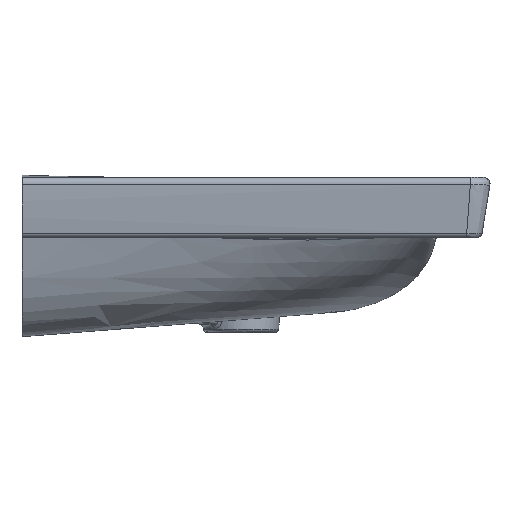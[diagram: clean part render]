
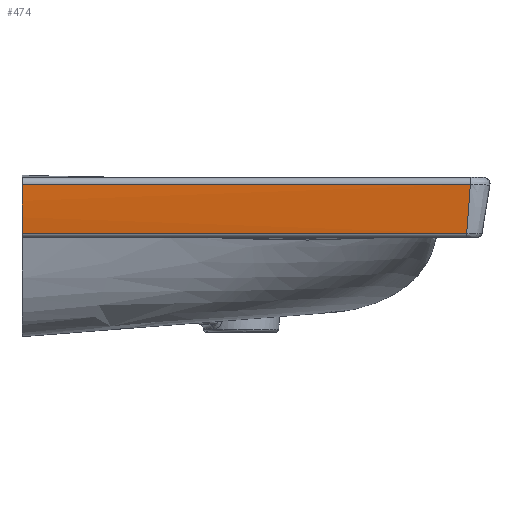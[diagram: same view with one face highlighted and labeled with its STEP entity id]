
A CAD part, left-side view. The second image highlights one B-rep face of the part: STEP entity #474.
In plain terms, the highlighted cylindrical face has radius 387.282 mm (diameter 774.565 mm), a partial arc.
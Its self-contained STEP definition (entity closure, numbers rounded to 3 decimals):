
#125=CYLINDRICAL_SURFACE('',#2314,387.282);
#169=CIRCLE('',#2313,387.282);
#239=LINE('',#28128,#299);
#240=LINE('',#28132,#300);
#299=VECTOR('',#2538,1.);
#300=VECTOR('',#2543,1.);
#474=ADVANCED_FACE('',(#637),#125,.T.);
#637=FACE_OUTER_BOUND('',#773,.T.);
#773=EDGE_LOOP('',(#1330,#1331,#1332,#1333,#1334));
#1330=ORIENTED_EDGE('',*,*,#1986,.F.);
#1331=ORIENTED_EDGE('',*,*,#1985,.T.);
#1332=ORIENTED_EDGE('',*,*,#1934,.T.);
#1333=ORIENTED_EDGE('',*,*,#1935,.T.);
#1334=ORIENTED_EDGE('',*,*,#1987,.F.);
#1625=VERTEX_POINT('',#18834);
#1641=VERTEX_POINT('',#27185);
#1642=VERTEX_POINT('',#27208);
#1673=VERTEX_POINT('',#28127);
#1674=VERTEX_POINT('',#28131);
#1934=EDGE_CURVE('',#1641,#1625,#2175,.T.);
#1935=EDGE_CURVE('',#1625,#1642,#2176,.T.);
#1985=EDGE_CURVE('',#1673,#1641,#239,.T.);
#1986=EDGE_CURVE('',#1673,#1674,#169,.T.);
#1987=EDGE_CURVE('',#1674,#1642,#240,.T.);
#2175=B_SPLINE_CURVE_WITH_KNOTS('',3,(#27186,#27187,#27188,#27189,#27190,
#27191),.UNSPECIFIED.,.F.,.F.,(4,2,4),(0.,0.003,1.),
 .UNSPECIFIED.);
#2176=B_SPLINE_CURVE_WITH_KNOTS('',3,(#27204,#27205,#27206,#27207),
 .UNSPECIFIED.,.F.,.F.,(4,4),(0.,1.),.UNSPECIFIED.);
#2313=AXIS2_PLACEMENT_3D('',#28130,#2541,#2542);
#2314=AXIS2_PLACEMENT_3D('',#28133,#2544,#2545);
#2538=DIRECTION('',(0.,-1.,0.));
#2541=DIRECTION('',(0.,1.,0.));
#2542=DIRECTION('',(0.,0.,1.));
#2543=DIRECTION('',(0.,-1.,0.));
#2544=DIRECTION('',(0.,-1.,0.));
#2545=DIRECTION('',(0.,0.,-1.));
#18834=CARTESIAN_POINT('',(-395.621,-446.399,-56.606));
#27185=CARTESIAN_POINT('',(-395.621,-446.141,-56.606));
#27186=CARTESIAN_POINT('',(-395.621,-446.141,-56.606));
#27187=CARTESIAN_POINT('',(-395.621,-446.141,-56.606));
#27188=CARTESIAN_POINT('',(-395.621,-446.141,-56.606));
#27189=CARTESIAN_POINT('',(-395.621,-446.227,-56.606));
#27190=CARTESIAN_POINT('',(-395.621,-446.313,-56.606));
#27191=CARTESIAN_POINT('',(-395.621,-446.399,-56.606));
#27204=CARTESIAN_POINT('',(-395.621,-446.399,-56.606));
#27205=CARTESIAN_POINT('',(-398.128,-447.645,-40.242));
#27206=CARTESIAN_POINT('',(-399.584,-448.891,-23.717));
#27207=CARTESIAN_POINT('',(-399.977,-450.138,-7.166));
#27208=CARTESIAN_POINT('',(-399.977,-450.138,-7.166));
#28127=CARTESIAN_POINT('',(-395.621,0.,-56.606));
#28128=CARTESIAN_POINT('',(-395.621,35.,-56.606));
#28130=CARTESIAN_POINT('',(-12.804,0.,2.031));
#28131=CARTESIAN_POINT('',(-399.977,0.,-7.166));
#28132=CARTESIAN_POINT('',(-399.977,35.,-7.166));
#28133=CARTESIAN_POINT('',(-12.804,35.,2.031));
